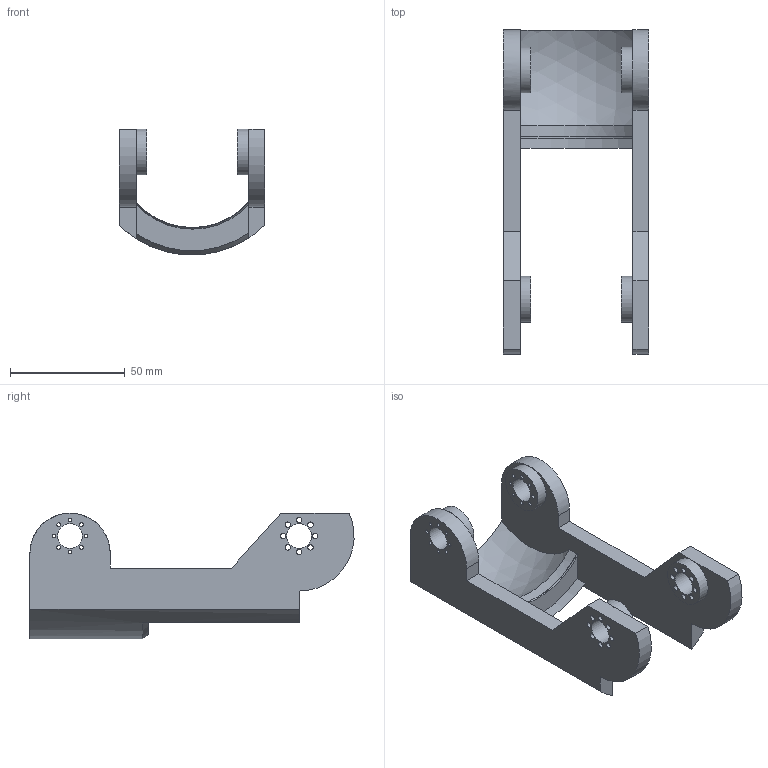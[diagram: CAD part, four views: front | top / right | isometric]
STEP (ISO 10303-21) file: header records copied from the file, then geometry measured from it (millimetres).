
FILE_DESCRIPTION(/* description */ (''),/* implementation_level */ '2;1');
FILE_NAME(/* name */ 'HIP_PITCH.stp',/* time_stamp */ '2017-08-21T11:38:56+09:00',/* author */ (''),/* organization */ (''),/* preprocessor_version */ 'ST-DEVELOPER v16.13',/* originating_system */ 'Autodesk Translation Framework v6.1.1.50',/* authorisation */ '');
FILE_SCHEMA (('AUTOMOTIVE_DESIGN { 1 0 10303 214 3 1 1 }'));
Length unit declared in the file: millimetre
Products named in the file (1): HIP_PITCH (1)
Bounding box: 63.5 x 141.44 x 54.87 mm (x, y, z)
Volume: 79386.9 mm3; surface area: 33270.1 mm2
Topology: 1 solids, 1 shells, 73 faces, 243 edges, 172 vertices
Faces by surface type: cylinder 47, plane 21, sphere 4, cone 1
Full cylindrical faces by diameter (mm): 1.623 x16, 2.4 x16, 10.8 x4, 20 x4
Entity records: 2381 total; most frequent: DIRECTION 421, CARTESIAN_POINT 385, ORIENTED_EDGE 328, EDGE_LOOP 185, AXIS2_PLACEMENT_3D 184, EDGE_CURVE 164, VERTEX_POINT 133, FACE_BOUND 112
